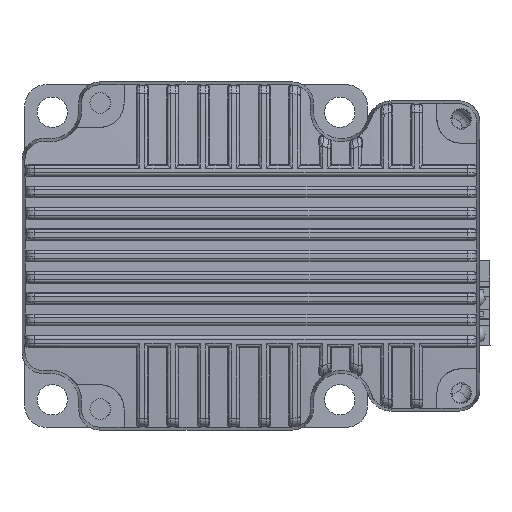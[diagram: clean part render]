
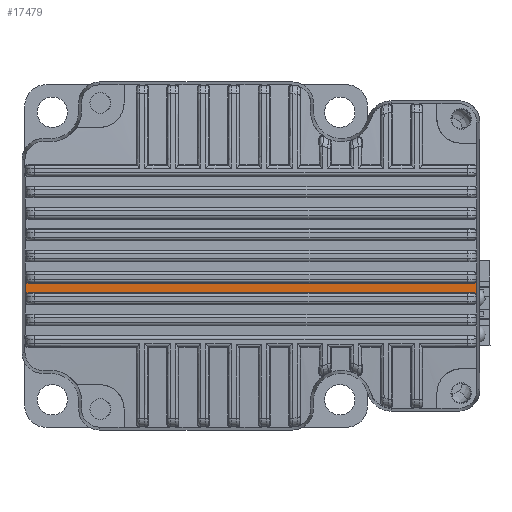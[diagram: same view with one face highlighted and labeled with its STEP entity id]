
A CAD part, front view. The second image highlights one B-rep face of the part: STEP entity #17479.
In plain terms, the highlighted cylindrical face has radius 272.359 mm (diameter 544.717 mm), a partial arc.
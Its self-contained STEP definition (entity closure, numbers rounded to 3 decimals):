
#109 = CARTESIAN_POINT ( 'NONE',  ( 56.386, -108.114, 57.1 ) ) ;
#199 = EDGE_CURVE ( 'NONE', #16833, #15329, #224, .T. ) ;
#224 = LINE ( 'NONE', #3172, #30404 ) ;
#757 = EDGE_CURVE ( 'NONE', #7006, #31660, #29903, .T. ) ;
#761 =( BOUNDED_CURVE ( )  B_SPLINE_CURVE ( 3, ( #36861, #13017, #18979, #19111 ),
 .UNSPECIFIED., .F., .F. ) 
 B_SPLINE_CURVE_WITH_KNOTS ( ( 4, 4 ),
 ( 0.015, 0.024 ),
 .UNSPECIFIED. ) 
 CURVE ( )  GEOMETRIC_REPRESENTATION_ITEM ( )  RATIONAL_B_SPLINE_CURVE ( ( 1., 1., 1., 1. ) ) 
 REPRESENTATION_ITEM ( '' )  );
#1474 = CARTESIAN_POINT ( 'NONE',  ( -16.844, -108.084, 55.541 ) ) ;
#1481 = CYLINDRICAL_SURFACE ( 'NONE', #33244, 272.359 ) ;
#1670 = CARTESIAN_POINT ( 'NONE',  ( -17.211, -108.122, 57.6 ) ) ;
#1918 = EDGE_CURVE ( 'NONE', #14726, #15771, #761, .T. ) ;
#2379 = CARTESIAN_POINT ( 'NONE',  ( 56.386, -108.084, 55.541 ) ) ;
#2960 = CARTESIAN_POINT ( 'NONE',  ( 56.886, -108.12, 57.468 ) ) ;
#3172 = CARTESIAN_POINT ( 'NONE',  ( 184.931, -108.114, 57.1 ) ) ;
#3313 = VERTEX_POINT ( 'NONE', #1670 ) ;
#4206 = EDGE_LOOP ( 'NONE', ( #6836, #17400, #8030, #35574, #31689, #16110, #8571, #20561 ) ) ;
#5069 = CARTESIAN_POINT ( 'NONE',  ( 56.386, -108.084, 55.541 ) ) ;
#5319 = CARTESIAN_POINT ( 'NONE',  ( -16.711, -108.114, 57.1 ) ) ;
#5661 = CARTESIAN_POINT ( 'NONE',  ( -17.211, -108.093, 55.894 ) ) ;
#6207 = EDGE_CURVE ( 'NONE', #14726, #16833, #35631, .T. ) ;
#6836 = ORIENTED_EDGE ( 'NONE', *, *, #7977, .F. ) ;
#6993 = CARTESIAN_POINT ( 'NONE',  ( -17.212, -108.076, 55.174 ) ) ;
#7006 = VERTEX_POINT ( 'NONE', #23992 ) ;
#7771 =( BOUNDED_CURVE ( )  B_SPLINE_CURVE ( 3, ( #14368, #5661, #23252, #14615 ),
 .UNSPECIFIED., .F., .F. ) 
 B_SPLINE_CURVE_WITH_KNOTS ( ( 4, 4 ),
 ( 3.118, 3.127 ),
 .UNSPECIFIED. ) 
 CURVE ( )  GEOMETRIC_REPRESENTATION_ITEM ( )  RATIONAL_B_SPLINE_CURVE ( ( 1., 1., 1., 1. ) ) 
 REPRESENTATION_ITEM ( '' )  );
#7977 = EDGE_CURVE ( 'NONE', #13395, #3313, #7771, .T. ) ;
#8030 = ORIENTED_EDGE ( 'NONE', *, *, #757, .T. ) ;
#8247 = CARTESIAN_POINT ( 'NONE',  ( -16.843, -108.114, 57.1 ) ) ;
#8571 = ORIENTED_EDGE ( 'NONE', *, *, #199, .T. ) ;
#8800 = DIRECTION ( 'NONE',  ( -1., 0., 0. ) ) ;
#11419 = CARTESIAN_POINT ( 'NONE',  ( 56.647, -108.115, 57.154 ) ) ;
#12238 = CARTESIAN_POINT ( 'NONE',  ( -17.158, -108.079, 55.303 ) ) ;
#13017 = CARTESIAN_POINT ( 'NONE',  ( 56.886, -108.11, 56.747 ) ) ;
#13395 = VERTEX_POINT ( 'NONE', #21430 ) ;
#13764 = CARTESIAN_POINT ( 'NONE',  ( -16.972, -108.115, 57.154 ) ) ;
#13795 = EDGE_CURVE ( 'NONE', #13395, #7006, #30937, .T. ) ;
#13984 = DIRECTION ( 'NONE',  ( 0., 0., 1. ) ) ;
#14301 = CARTESIAN_POINT ( 'NONE',  ( 56.648, -108.083, 55.487 ) ) ;
#14368 = CARTESIAN_POINT ( 'NONE',  ( -17.212, -108.073, 55.042 ) ) ;
#14543 = CARTESIAN_POINT ( 'NONE',  ( 56.832, -108.079, 55.303 ) ) ;
#14615 = CARTESIAN_POINT ( 'NONE',  ( -17.211, -108.122, 57.6 ) ) ;
#14726 = VERTEX_POINT ( 'NONE', #18626 ) ;
#15329 = VERTEX_POINT ( 'NONE', #26942 ) ;
#15771 = VERTEX_POINT ( 'NONE', #25783 ) ;
#16110 = ORIENTED_EDGE ( 'NONE', *, *, #6207, .T. ) ;
#16534 = DIRECTION ( 'NONE',  ( -1., 0., 0. ) ) ;
#16549 = CARTESIAN_POINT ( 'NONE',  ( -17.157, -108.118, 57.339 ) ) ;
#16833 = VERTEX_POINT ( 'NONE', #109 ) ;
#17204 = CARTESIAN_POINT ( 'NONE',  ( 56.886, -108.073, 55.042 ) ) ;
#17400 = ORIENTED_EDGE ( 'NONE', *, *, #13795, .T. ) ;
#17479 = ADVANCED_FACE ( 'NONE', ( #35330 ), #1481, .T. ) ;
#18626 = CARTESIAN_POINT ( 'NONE',  ( 56.886, -108.122, 57.6 ) ) ;
#18979 = CARTESIAN_POINT ( 'NONE',  ( 56.886, -108.093, 55.894 ) ) ;
#19111 = CARTESIAN_POINT ( 'NONE',  ( 56.886, -108.073, 55.042 ) ) ;
#20561 = ORIENTED_EDGE ( 'NONE', *, *, #30410, .T. ) ;
#21430 = CARTESIAN_POINT ( 'NONE',  ( -17.212, -108.073, 55.042 ) ) ;
#21592 = CARTESIAN_POINT ( 'NONE',  ( 184.931, -108.084, 55.541 ) ) ;
#22300 = B_SPLINE_CURVE_WITH_KNOTS ( 'NONE', 3,
 ( #5319, #8247, #13764, #16549, #36969, #29312 ),
 .UNSPECIFIED., .F., .F.,
 ( 4, 2, 4 ),
 ( 0., 0., 0.001 ),
 .UNSPECIFIED. ) ;
#23252 = CARTESIAN_POINT ( 'NONE',  ( -17.211, -108.11, 56.747 ) ) ;
#23829 = B_SPLINE_CURVE_WITH_KNOTS ( 'NONE', 3,
 ( #17204, #31757, #14543, #14301, #37633, #2379 ),
 .UNSPECIFIED., .F., .F.,
 ( 4, 2, 4 ),
 ( 0., 0., 0.001 ),
 .UNSPECIFIED. ) ;
#23992 = CARTESIAN_POINT ( 'NONE',  ( -16.712, -108.084, 55.541 ) ) ;
#24448 = CARTESIAN_POINT ( 'NONE',  ( -17.212, -108.073, 55.042 ) ) ;
#24705 = CARTESIAN_POINT ( 'NONE',  ( -16.712, -108.084, 55.541 ) ) ;
#25783 = CARTESIAN_POINT ( 'NONE',  ( 56.886, -108.073, 55.042 ) ) ;
#25812 = CARTESIAN_POINT ( 'NONE',  ( 56.386, -108.114, 57.1 ) ) ;
#26942 = CARTESIAN_POINT ( 'NONE',  ( -16.711, -108.114, 57.1 ) ) ;
#29312 = CARTESIAN_POINT ( 'NONE',  ( -17.211, -108.122, 57.6 ) ) ;
#29903 = LINE ( 'NONE', #21592, #31712 ) ;
#30404 = VECTOR ( 'NONE', #8800, 1000. ) ;
#30410 = EDGE_CURVE ( 'NONE', #15329, #3313, #22300, .T. ) ;
#30937 = B_SPLINE_CURVE_WITH_KNOTS ( 'NONE', 3,
 ( #24448, #6993, #12238, #36706, #1474, #24705 ),
 .UNSPECIFIED., .F., .F.,
 ( 4, 2, 4 ),
 ( 0., 0., 0.001 ),
 .UNSPECIFIED. ) ;
#31459 = CARTESIAN_POINT ( 'NONE',  ( 184.931, 164.208, 61.57 ) ) ;
#31660 = VERTEX_POINT ( 'NONE', #5069 ) ;
#31689 = ORIENTED_EDGE ( 'NONE', *, *, #1918, .F. ) ;
#31712 = VECTOR ( 'NONE', #36050, 1000. ) ;
#31757 = CARTESIAN_POINT ( 'NONE',  ( 56.886, -108.076, 55.174 ) ) ;
#32089 = CARTESIAN_POINT ( 'NONE',  ( 56.886, -108.122, 57.6 ) ) ;
#33244 = AXIS2_PLACEMENT_3D ( 'NONE', #31459, #16534, #13984 ) ;
#34641 = CARTESIAN_POINT ( 'NONE',  ( 56.831, -108.118, 57.339 ) ) ;
#35032 = CARTESIAN_POINT ( 'NONE',  ( 56.518, -108.114, 57.1 ) ) ;
#35330 = FACE_OUTER_BOUND ( 'NONE', #4206, .T. ) ;
#35574 = ORIENTED_EDGE ( 'NONE', *, *, #37637, .F. ) ;
#35631 = B_SPLINE_CURVE_WITH_KNOTS ( 'NONE', 3,
 ( #32089, #2960, #34641, #11419, #35032, #25812 ),
 .UNSPECIFIED., .F., .F.,
 ( 4, 2, 4 ),
 ( 0., 0., 0.001 ),
 .UNSPECIFIED. ) ;
#36050 = DIRECTION ( 'NONE',  ( 1., 0., 0. ) ) ;
#36706 = CARTESIAN_POINT ( 'NONE',  ( -16.973, -108.083, 55.487 ) ) ;
#36861 = CARTESIAN_POINT ( 'NONE',  ( 56.886, -108.122, 57.6 ) ) ;
#36969 = CARTESIAN_POINT ( 'NONE',  ( -17.211, -108.12, 57.468 ) ) ;
#37633 = CARTESIAN_POINT ( 'NONE',  ( 56.518, -108.084, 55.541 ) ) ;
#37637 = EDGE_CURVE ( 'NONE', #15771, #31660, #23829, .T. ) ;
